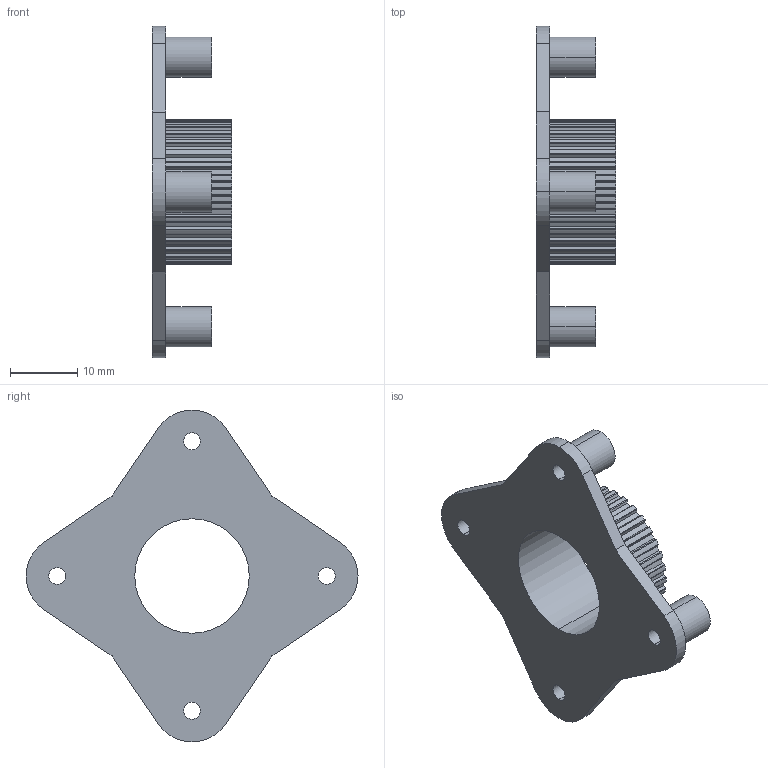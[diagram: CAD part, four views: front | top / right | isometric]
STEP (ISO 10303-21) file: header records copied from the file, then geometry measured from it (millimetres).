
FILE_DESCRIPTION (( 'STEP AP214' ), '1' );
FILE_NAME ('tread template part2.STEP', '2023-04-03T12:44:55', ( '' ), ( '' ), 'SwSTEP 2.0', 'SolidWorks 2019', '' );
FILE_SCHEMA (( 'AUTOMOTIVE_DESIGN' ));
Length unit declared in the file: millimetre
Products named in the file (1): tread template part2
Bounding box: 11.8 x 49.28 x 49.28 mm (x, y, z)
Volume: 3929.2 mm3; surface area: 4693.8 mm2
Topology: 1 solids, 1 shells, 248 faces, 723 edges, 482 vertices
Faces by surface type: cylinder 169, plane 79
Entity records: 8419 total; most frequent: DIRECTION 1559, CARTESIAN_POINT 1454, ORIENTED_EDGE 1446, EDGE_CURVE 723, AXIS2_PLACEMENT_3D 587, VERTEX_POINT 482, VECTOR 385, LINE 385
